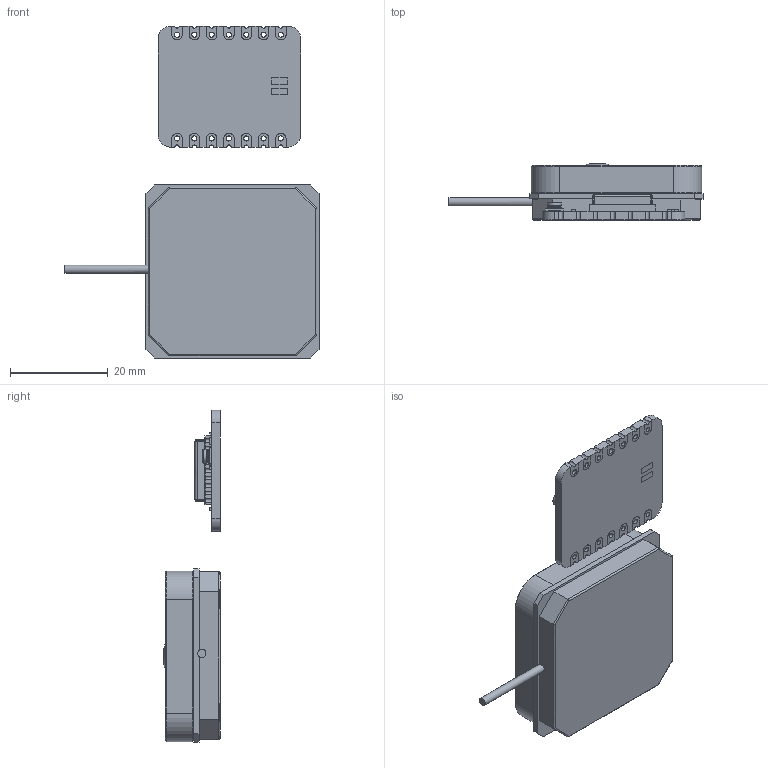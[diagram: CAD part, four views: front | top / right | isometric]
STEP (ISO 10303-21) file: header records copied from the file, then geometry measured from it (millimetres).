
FILE_DESCRIPTION(('FreeCAD Model'),'2;1');
FILE_NAME('Open CASCADE Shape Model','2025-05-02T10:02:23',('FreeCAD'),( 'FreeCAD'),'Open CASCADE STEP processor 7.6','FreeCAD','Unknown');
FILE_SCHEMA(('AUTOMOTIVE_DESIGN { 1 0 10303 214 1 1 1 1 }'));
Products named in the file (1): Open CASCADE STEP translator 7.6 1
Bounding box: 51.9 x 11.58 x 67.84 mm (x, y, z)
Volume: 10360.9 mm3; surface area: 12144.8 mm2
Topology: 11 solids, 11 shells, 2818 faces, 6772 edges, 4087 vertices
Faces by surface type: bspline 2818
Entity records: 74058 total; most frequent: CARTESIAN_POINT 31620, ORIENTED_EDGE 13542, EDGE_CURVE 6771, B_SPLINE_CURVE_WITH_KNOTS 6474, VERTEX_POINT 4087, FACE_BOUND 3024, EDGE_LOOP 3024, ADVANCED_FACE 2818
